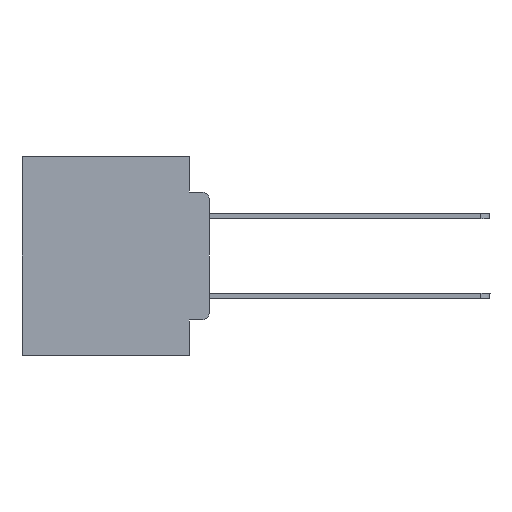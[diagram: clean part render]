
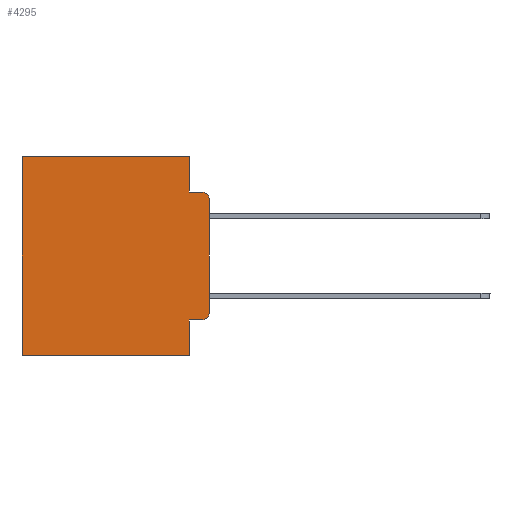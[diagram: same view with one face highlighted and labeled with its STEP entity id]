
A CAD part, left-side view. The second image highlights one B-rep face of the part: STEP entity #4295.
In plain terms, the highlighted planar face has unit normal (-1, 0, 0).
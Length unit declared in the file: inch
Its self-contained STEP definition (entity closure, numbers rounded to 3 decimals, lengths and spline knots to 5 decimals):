
#113 = DIRECTION ( 'NONE',  ( 0., -1., 0. ) ) ;
#322 = DIRECTION ( 'NONE',  ( 0., 1., 0. ) ) ;
#881 = CARTESIAN_POINT ( 'NONE',  ( 0.298, 0.473, 0. ) ) ;
#1446 = CARTESIAN_POINT ( 'NONE',  ( 0.298, 0.02, -0.1085 ) ) ;
#1853 = EDGE_CURVE ( 'NONE', #19889, #9030, #25603, .T. ) ;
#1877 = VECTOR ( 'NONE', #28950, 39.37008 ) ;
#2842 = ORIENTED_EDGE ( 'NONE', *, *, #24459, .F. ) ;
#2954 = CARTESIAN_POINT ( 'NONE',  ( 0.298, 0.051, 0. ) ) ;
#3057 = VERTEX_POINT ( 'NONE', #17968 ) ;
#3666 = CARTESIAN_POINT ( 'NONE',  ( 0.298, 0.02, -0.0885 ) ) ;
#4294 = CARTESIAN_POINT ( 'NONE',  ( 0.298, 0.473, 0. ) ) ;
#4295 = ADVANCED_FACE ( 'NONE', ( #7722 ), #15482, .F. ) ;
#4366 = CARTESIAN_POINT ( 'NONE',  ( 0.298, 0.02, -0.4115 ) ) ;
#4430 = ORIENTED_EDGE ( 'NONE', *, *, #11236, .F. ) ;
#4587 = VERTEX_POINT ( 'NONE', #17063 ) ;
#4959 = DIRECTION ( 'NONE',  ( 0., 0., -1. ) ) ;
#5943 = EDGE_CURVE ( 'NONE', #3057, #18323, #11818, .T. ) ;
#6390 = CARTESIAN_POINT ( 'NONE',  ( 0.298, 0.051, -0.0885 ) ) ;
#7487 = ORIENTED_EDGE ( 'NONE', *, *, #5943, .F. ) ;
#7509 = CARTESIAN_POINT ( 'NONE',  ( 0.298, 0.02, -0.3915 ) ) ;
#7545 = EDGE_CURVE ( 'NONE', #23829, #11986, #8273, .T. ) ;
#7579 = VECTOR ( 'NONE', #24718, 39.37008 ) ;
#7722 = FACE_OUTER_BOUND ( 'NONE', #19666, .T. ) ;
#7915 = VECTOR ( 'NONE', #23666, 39.37008 ) ;
#8132 = ORIENTED_EDGE ( 'NONE', *, *, #21192, .T. ) ;
#8273 = CIRCLE ( 'NONE', #18245, 0.02 ) ;
#9030 = VERTEX_POINT ( 'NONE', #9711 ) ;
#9443 = ORIENTED_EDGE ( 'NONE', *, *, #1853, .T. ) ;
#9711 = CARTESIAN_POINT ( 'NONE',  ( 0.298, 0.473, -0.5 ) ) ;
#9753 = ORIENTED_EDGE ( 'NONE', *, *, #15698, .F. ) ;
#9986 = CARTESIAN_POINT ( 'NONE',  ( 0.298, 0.051, 0. ) ) ;
#10680 = CIRCLE ( 'NONE', #18000, 0.02 ) ;
#10766 = CARTESIAN_POINT ( 'NONE',  ( 0.298, 0., -0.5 ) ) ;
#11211 = LINE ( 'NONE', #18743, #28644 ) ;
#11236 = EDGE_CURVE ( 'NONE', #16869, #11986, #11211, .T. ) ;
#11311 = CARTESIAN_POINT ( 'NONE',  ( 0.298, 0., 0. ) ) ;
#11818 = LINE ( 'NONE', #17637, #7579 ) ;
#11894 = EDGE_CURVE ( 'NONE', #3057, #23829, #21517, .T. ) ;
#11986 = VERTEX_POINT ( 'NONE', #18914 ) ;
#12706 = DIRECTION ( 'NONE',  ( 0., 0., -1. ) ) ;
#13293 = LINE ( 'NONE', #10766, #16829 ) ;
#13312 = VECTOR ( 'NONE', #113, 39.37008 ) ;
#13514 = ORIENTED_EDGE ( 'NONE', *, *, #7545, .T. ) ;
#15293 = VECTOR ( 'NONE', #20143, 39.37008 ) ;
#15423 = VERTEX_POINT ( 'NONE', #2954 ) ;
#15482 = PLANE ( 'NONE',  #21181 ) ;
#15698 = EDGE_CURVE ( 'NONE', #18323, #9030, #13293, .T. ) ;
#16829 = VECTOR ( 'NONE', #28657, 39.37008 ) ;
#16869 = VERTEX_POINT ( 'NONE', #29191 ) ;
#16912 = VECTOR ( 'NONE', #322, 39.37008 ) ;
#17063 = CARTESIAN_POINT ( 'NONE',  ( 0.298, 0.051, -0.0885 ) ) ;
#17637 = CARTESIAN_POINT ( 'NONE',  ( 0.298, 0.051, 0. ) ) ;
#17968 = CARTESIAN_POINT ( 'NONE',  ( 0.298, 0.051, -0.4115 ) ) ;
#18000 = AXIS2_PLACEMENT_3D ( 'NONE', #1446, #28318, #12706 ) ;
#18245 = AXIS2_PLACEMENT_3D ( 'NONE', #7509, #23195, #4959 ) ;
#18323 = VERTEX_POINT ( 'NONE', #20096 ) ;
#18583 = EDGE_CURVE ( 'NONE', #16869, #25735, #10680, .T. ) ;
#18743 = CARTESIAN_POINT ( 'NONE',  ( 0.298, 0., 0. ) ) ;
#18914 = CARTESIAN_POINT ( 'NONE',  ( 0.298, 0., -0.3915 ) ) ;
#19332 = ORIENTED_EDGE ( 'NONE', *, *, #18583, .T. ) ;
#19666 = EDGE_LOOP ( 'NONE', ( #4430, #19332, #2842, #26610, #8132, #9443, #9753, #7487, #26403, #13514 ) ) ;
#19889 = VERTEX_POINT ( 'NONE', #881 ) ;
#19960 = LINE ( 'NONE', #6390, #1877 ) ;
#20096 = CARTESIAN_POINT ( 'NONE',  ( 0.298, 0.051, -0.5 ) ) ;
#20143 = DIRECTION ( 'NONE',  ( 0., 0., -1. ) ) ;
#20836 = LINE ( 'NONE', #27612, #16912 ) ;
#21181 = AXIS2_PLACEMENT_3D ( 'NONE', #11311, #22454, #22255 ) ;
#21192 = EDGE_CURVE ( 'NONE', #15423, #19889, #20836, .T. ) ;
#21517 = LINE ( 'NONE', #27310, #13312 ) ;
#22255 = DIRECTION ( 'NONE',  ( 0., 0., -1. ) ) ;
#22454 = DIRECTION ( 'NONE',  ( 1., 0., 0. ) ) ;
#23195 = DIRECTION ( 'NONE',  ( -1., 0., 0. ) ) ;
#23666 = DIRECTION ( 'NONE',  ( 0., 0., -1. ) ) ;
#23694 = EDGE_CURVE ( 'NONE', #15423, #4587, #28174, .T. ) ;
#23829 = VERTEX_POINT ( 'NONE', #4366 ) ;
#24459 = EDGE_CURVE ( 'NONE', #4587, #25735, #19960, .T. ) ;
#24718 = DIRECTION ( 'NONE',  ( 0., 0., -1. ) ) ;
#25603 = LINE ( 'NONE', #4294, #15293 ) ;
#25735 = VERTEX_POINT ( 'NONE', #3666 ) ;
#26403 = ORIENTED_EDGE ( 'NONE', *, *, #11894, .T. ) ;
#26610 = ORIENTED_EDGE ( 'NONE', *, *, #23694, .F. ) ;
#27076 = DIRECTION ( 'NONE',  ( 0., 0., -1. ) ) ;
#27310 = CARTESIAN_POINT ( 'NONE',  ( 0.298, 0.051, -0.4115 ) ) ;
#27612 = CARTESIAN_POINT ( 'NONE',  ( 0.298, 0., 0. ) ) ;
#28174 = LINE ( 'NONE', #9986, #7915 ) ;
#28318 = DIRECTION ( 'NONE',  ( -1., 0., 0. ) ) ;
#28644 = VECTOR ( 'NONE', #27076, 39.37008 ) ;
#28657 = DIRECTION ( 'NONE',  ( 0., 1., 0. ) ) ;
#28950 = DIRECTION ( 'NONE',  ( 0., -1., 0. ) ) ;
#29191 = CARTESIAN_POINT ( 'NONE',  ( 0.298, 0., -0.1085 ) ) ;
